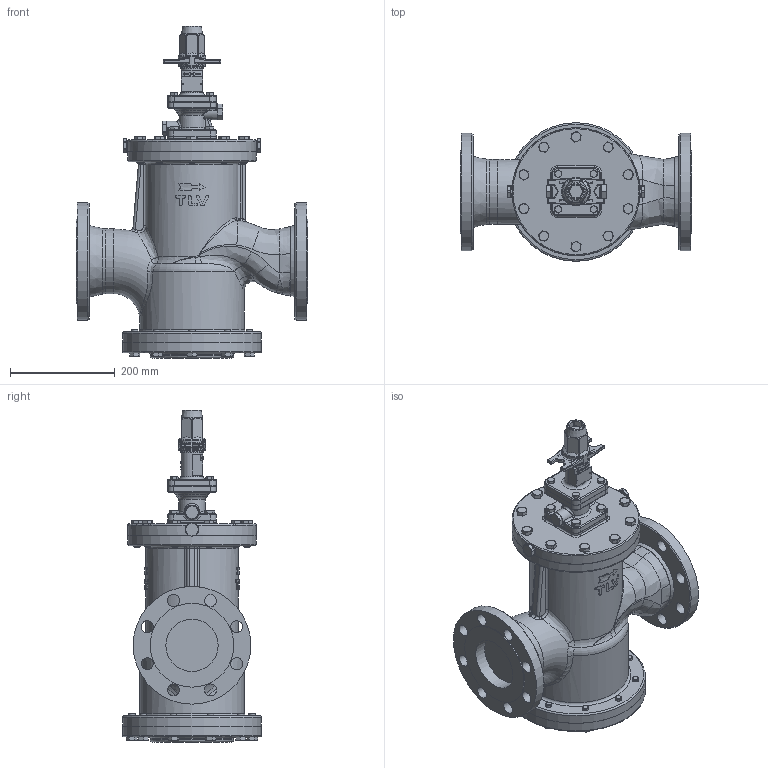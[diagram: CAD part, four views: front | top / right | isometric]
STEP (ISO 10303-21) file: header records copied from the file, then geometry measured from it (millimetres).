
FILE_DESCRIPTION(/* description */ (''),/* implementation_level */ '2;1');
FILE_NAME(/* name */ 'crh16-100-jis20-00.stp',/* time_stamp */ '2024-11-14T15:53:00+09:00',/* author */ ('nakaot'),/* organization */ (''),/* preprocessor_version */ 'ST-DEVELOPER v18.1',/* originating_system */ 'Autodesk Inventor 2022',/* authorisation */ '');
FILE_SCHEMA (('AUTOMOTIVE_DESIGN { 1 0 10303 214 3 1 1 }'));
Length unit declared in the file: millimetre
Products named in the file (1): COSR-16HT 100A 20KRF
Bounding box: 442 x 265 x 635 mm (x, y, z)
Volume: 18329901.8 mm3; surface area: 923431.1 mm2
Topology: 1 solids, 1 shells, 1380 faces, 3507 edges, 2098 vertices
Faces by surface type: plane 474, cylinder 334, cone 280, bspline 180, torus 96, sphere 16
Full cylindrical faces by diameter (mm): 1.6 x2, 8 x4, 8.376 x4, 10 x4, 12 x48, 18 x20, 21.5 x2, 23 x16, 42 x1, 45 x1, 45.5 x1, 52 x1, 82.5 x1, 83 x1, 100 x2, 124 x1, 155 x1, 160 x3, 175 x1, 200 x1, 225 x2, 245 x1, 265 x2
Entity records: 49576 total; most frequent: CARTESIAN_POINT 16214, ORIENTED_EDGE 6962, DIRECTION 6563, EDGE_CURVE 3481, AXIS2_PLACEMENT_3D 2682, VERTEX_POINT 2098, EDGE_LOOP 1583, CIRCLE 1402
